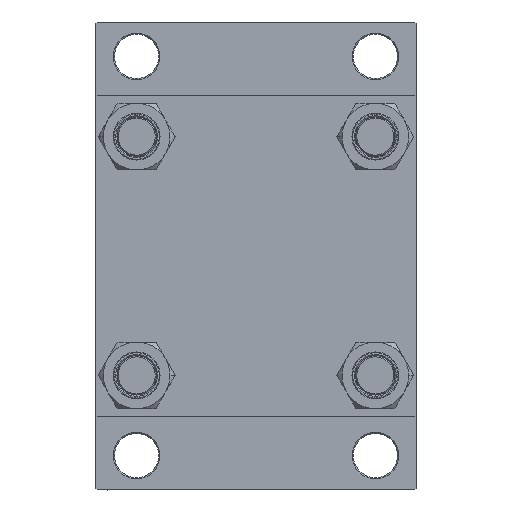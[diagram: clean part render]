
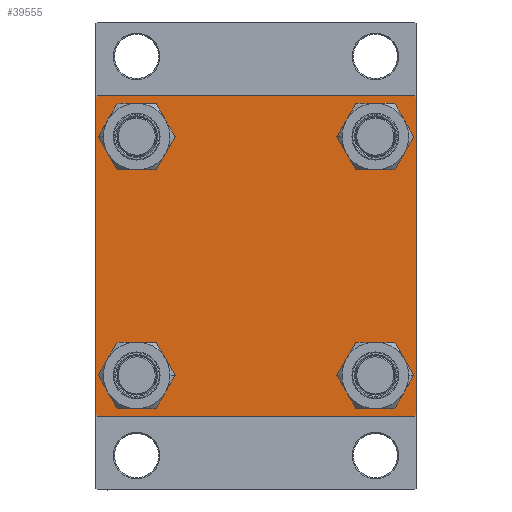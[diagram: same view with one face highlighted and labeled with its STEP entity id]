
A CAD part, left-side view. The second image highlights one B-rep face of the part: STEP entity #39555.
In plain terms, the highlighted planar face has unit normal (-1, 0, 0).
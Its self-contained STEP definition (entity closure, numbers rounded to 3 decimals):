
#81 = DIRECTION ( 'NONE',  ( 0., 0., -1. ) ) ;
#2321 = VERTEX_POINT ( 'NONE', #8135 ) ;
#2459 = EDGE_CURVE ( 'NONE', #24027, #16968, #32508, .T. ) ;
#2765 = CARTESIAN_POINT ( 'NONE',  ( 0., -48.45, 48.45 ) ) ;
#2823 = CARTESIAN_POINT ( 'NONE',  ( 0., -48.45, 39.95 ) ) ;
#2957 = ORIENTED_EDGE ( 'NONE', *, *, #9157, .T. ) ;
#3016 = ORIENTED_EDGE ( 'NONE', *, *, #44953, .T. ) ;
#3341 = CARTESIAN_POINT ( 'NONE',  ( 0., 48.45, 48.45 ) ) ;
#3518 = ORIENTED_EDGE ( 'NONE', *, *, #41592, .F. ) ;
#3901 = ORIENTED_EDGE ( 'NONE', *, *, #13839, .T. ) ;
#3990 = DIRECTION ( 'NONE',  ( 0., -0.707, 0.707 ) ) ;
#4844 = DIRECTION ( 'NONE',  ( 0., 0., 1. ) ) ;
#4962 = ORIENTED_EDGE ( 'NONE', *, *, #13892, .F. ) ;
#4999 = CARTESIAN_POINT ( 'NONE',  ( 0., 65., -64.5 ) ) ;
#5148 = CARTESIAN_POINT ( 'NONE',  ( 0., 48.45, 39.95 ) ) ;
#5615 = CARTESIAN_POINT ( 'NONE',  ( 0., -48.45, -56.95 ) ) ;
#6272 = DIRECTION ( 'NONE',  ( 0., 0., 1. ) ) ;
#6679 = DIRECTION ( 'NONE',  ( 0., 0., 1. ) ) ;
#7363 = LINE ( 'NONE', #33674, #30354 ) ;
#7644 = DIRECTION ( 'NONE',  ( 0., 0., 1. ) ) ;
#8135 = CARTESIAN_POINT ( 'NONE',  ( 0., 64.5, -65. ) ) ;
#8420 = CARTESIAN_POINT ( 'NONE',  ( 0., 48.45, 56.95 ) ) ;
#8609 = VERTEX_POINT ( 'NONE', #43399 ) ;
#9157 = EDGE_CURVE ( 'NONE', #38020, #15337, #21899, .T. ) ;
#9498 = CARTESIAN_POINT ( 'NONE',  ( 0., 64.75, 64.75 ) ) ;
#9736 = VERTEX_POINT ( 'NONE', #5615 ) ;
#9936 = CARTESIAN_POINT ( 'NONE',  ( 0., 48.45, -56.95 ) ) ;
#10472 = CARTESIAN_POINT ( 'NONE',  ( 0., -48.45, 56.95 ) ) ;
#10531 = DIRECTION ( 'NONE',  ( 1., 0., 0. ) ) ;
#10790 = DIRECTION ( 'NONE',  ( 1., 0., 0. ) ) ;
#11156 = LINE ( 'NONE', #47645, #23751 ) ;
#11168 = VECTOR ( 'NONE', #42978, 1000. ) ;
#11247 = EDGE_CURVE ( 'NONE', #9736, #32750, #25882, .T. ) ;
#11539 = DIRECTION ( 'NONE',  ( 0., 0., 1. ) ) ;
#11673 = AXIS2_PLACEMENT_3D ( 'NONE', #43861, #28634, #47713 ) ;
#12007 = CARTESIAN_POINT ( 'NONE',  ( 0., -48.45, -48.45 ) ) ;
#13099 = CIRCLE ( 'NONE', #43975, 8.5 ) ;
#13839 = EDGE_CURVE ( 'NONE', #38303, #19185, #43558, .T. ) ;
#13878 = ORIENTED_EDGE ( 'NONE', *, *, #19073, .T. ) ;
#13892 = EDGE_CURVE ( 'NONE', #8609, #15337, #11156, .T. ) ;
#14544 = DIRECTION ( 'NONE',  ( 0., -1., 0. ) ) ;
#14555 = AXIS2_PLACEMENT_3D ( 'NONE', #14617, #10531, #6679 ) ;
#14617 = CARTESIAN_POINT ( 'NONE',  ( 0., 48.45, -48.45 ) ) ;
#14854 = CARTESIAN_POINT ( 'NONE',  ( 0., -65., 64.5 ) ) ;
#14856 = ORIENTED_EDGE ( 'NONE', *, *, #15205, .T. ) ;
#15205 = EDGE_CURVE ( 'NONE', #26334, #27239, #33065, .T. ) ;
#15337 = VERTEX_POINT ( 'NONE', #15740 ) ;
#15392 = LINE ( 'NONE', #33048, #43384 ) ;
#15592 = EDGE_CURVE ( 'NONE', #16281, #27292, #32281, .T. ) ;
#15740 = CARTESIAN_POINT ( 'NONE',  ( 0., -64.5, 65. ) ) ;
#16111 = DIRECTION ( 'NONE',  ( 0., 0., -1. ) ) ;
#16281 = VERTEX_POINT ( 'NONE', #9936 ) ;
#16329 = DIRECTION ( 'NONE',  ( 1., 0., 0. ) ) ;
#16655 = FACE_OUTER_BOUND ( 'NONE', #41149, .T. ) ;
#16968 = VERTEX_POINT ( 'NONE', #5148 ) ;
#17211 = DIRECTION ( 'NONE',  ( 0., 0.707, -0.707 ) ) ;
#19073 = EDGE_CURVE ( 'NONE', #16968, #24027, #44809, .T. ) ;
#19078 = EDGE_LOOP ( 'NONE', ( #44674, #13878 ) ) ;
#19185 = VERTEX_POINT ( 'NONE', #4999 ) ;
#19289 = AXIS2_PLACEMENT_3D ( 'NONE', #3341, #10790, #7644 ) ;
#19710 = EDGE_CURVE ( 'NONE', #27292, #16281, #40941, .T. ) ;
#19948 = AXIS2_PLACEMENT_3D ( 'NONE', #2765, #39946, #24704 ) ;
#20019 = CARTESIAN_POINT ( 'NONE',  ( 0., -48.45, 48.45 ) ) ;
#21292 = EDGE_CURVE ( 'NONE', #27239, #26334, #13099, .T. ) ;
#21899 = LINE ( 'NONE', #29628, #29670 ) ;
#22447 = ORIENTED_EDGE ( 'NONE', *, *, #15592, .T. ) ;
#23445 = CARTESIAN_POINT ( 'NONE',  ( 0., -65., -64.5 ) ) ;
#23751 = VECTOR ( 'NONE', #14544, 1000. ) ;
#24027 = VERTEX_POINT ( 'NONE', #8420 ) ;
#24131 = FACE_BOUND ( 'NONE', #19078, .T. ) ;
#24380 = CARTESIAN_POINT ( 'NONE',  ( 0., 0., 0. ) ) ;
#24470 = EDGE_CURVE ( 'NONE', #32750, #9736, #26291, .T. ) ;
#24704 = DIRECTION ( 'NONE',  ( 0., 0., 1. ) ) ;
#25882 = CIRCLE ( 'NONE', #39772, 8.5 ) ;
#26121 = DIRECTION ( 'NONE',  ( 0., 0., 1. ) ) ;
#26291 = CIRCLE ( 'NONE', #39460, 8.5 ) ;
#26334 = VERTEX_POINT ( 'NONE', #2823 ) ;
#26624 = CARTESIAN_POINT ( 'NONE',  ( 0., 65., 64.5 ) ) ;
#26679 = AXIS2_PLACEMENT_3D ( 'NONE', #24380, #31627, #6272 ) ;
#26799 = DIRECTION ( 'NONE',  ( 1., 0., 0. ) ) ;
#27239 = VERTEX_POINT ( 'NONE', #10472 ) ;
#27292 = VERTEX_POINT ( 'NONE', #43331 ) ;
#27380 = CARTESIAN_POINT ( 'NONE',  ( 0., -48.45, -39.95 ) ) ;
#28008 = FACE_BOUND ( 'NONE', #46272, .T. ) ;
#28422 = ORIENTED_EDGE ( 'NONE', *, *, #24470, .T. ) ;
#28634 = DIRECTION ( 'NONE',  ( 1., 0., 0. ) ) ;
#29045 = DIRECTION ( 'NONE',  ( 1., 0., 0. ) ) ;
#29545 = ORIENTED_EDGE ( 'NONE', *, *, #33488, .T. ) ;
#29628 = CARTESIAN_POINT ( 'NONE',  ( 0., -64.75, 64.75 ) ) ;
#29670 = VECTOR ( 'NONE', #36653, 1000. ) ;
#29894 = CARTESIAN_POINT ( 'NONE',  ( 0., -64.5, -65. ) ) ;
#30354 = VECTOR ( 'NONE', #3990, 1000. ) ;
#30717 = VECTOR ( 'NONE', #81, 1000. ) ;
#30844 = CARTESIAN_POINT ( 'NONE',  ( 0., -65., 65. ) ) ;
#31627 = DIRECTION ( 'NONE',  ( -1., 0., 0. ) ) ;
#32197 = LINE ( 'NONE', #9498, #41276 ) ;
#32281 = CIRCLE ( 'NONE', #14555, 8.5 ) ;
#32508 = CIRCLE ( 'NONE', #11673, 8.5 ) ;
#32750 = VERTEX_POINT ( 'NONE', #27380 ) ;
#32828 = EDGE_CURVE ( 'NONE', #8609, #38303, #32197, .T. ) ;
#33048 = CARTESIAN_POINT ( 'NONE',  ( 0., 64.75, -64.75 ) ) ;
#33065 = CIRCLE ( 'NONE', #19948, 8.5 ) ;
#33477 = ORIENTED_EDGE ( 'NONE', *, *, #21292, .T. ) ;
#33488 = EDGE_CURVE ( 'NONE', #2321, #40732, #39111, .T. ) ;
#33618 = CARTESIAN_POINT ( 'NONE',  ( 0., 48.45, -48.45 ) ) ;
#33674 = CARTESIAN_POINT ( 'NONE',  ( 0., -64.75, -64.75 ) ) ;
#33763 = CARTESIAN_POINT ( 'NONE',  ( 0., -48.45, -48.45 ) ) ;
#35257 = FACE_BOUND ( 'NONE', #42230, .T. ) ;
#36095 = VERTEX_POINT ( 'NONE', #23445 ) ;
#36280 = AXIS2_PLACEMENT_3D ( 'NONE', #33618, #29045, #26121 ) ;
#36653 = DIRECTION ( 'NONE',  ( 0., 0.707, 0.707 ) ) ;
#36772 = CARTESIAN_POINT ( 'NONE',  ( 0., 65., 65. ) ) ;
#36912 = DIRECTION ( 'NONE',  ( 0., -0.707, -0.707 ) ) ;
#38020 = VERTEX_POINT ( 'NONE', #14854 ) ;
#38057 = ORIENTED_EDGE ( 'NONE', *, *, #42601, .T. ) ;
#38303 = VERTEX_POINT ( 'NONE', #26624 ) ;
#38840 = LINE ( 'NONE', #30844, #46449 ) ;
#39017 = ORIENTED_EDGE ( 'NONE', *, *, #32828, .T. ) ;
#39111 = LINE ( 'NONE', #42009, #11168 ) ;
#39367 = FACE_BOUND ( 'NONE', #40323, .T. ) ;
#39460 = AXIS2_PLACEMENT_3D ( 'NONE', #12007, #16329, #41245 ) ;
#39541 = ORIENTED_EDGE ( 'NONE', *, *, #11247, .T. ) ;
#39555 = ADVANCED_FACE ( 'NONE', ( #28008, #39367, #35257, #24131, #16655 ), #42514, .T. ) ;
#39772 = AXIS2_PLACEMENT_3D ( 'NONE', #33763, #41260, #11539 ) ;
#39946 = DIRECTION ( 'NONE',  ( 1., 0., 0. ) ) ;
#40323 = EDGE_LOOP ( 'NONE', ( #28422, #39541 ) ) ;
#40732 = VERTEX_POINT ( 'NONE', #29894 ) ;
#40941 = CIRCLE ( 'NONE', #36280, 8.5 ) ;
#41149 = EDGE_LOOP ( 'NONE', ( #3901, #38057, #29545, #3016, #3518, #2957, #4962, #39017 ) ) ;
#41245 = DIRECTION ( 'NONE',  ( 0., 0., 1. ) ) ;
#41260 = DIRECTION ( 'NONE',  ( 1., 0., 0. ) ) ;
#41276 = VECTOR ( 'NONE', #17211, 1000. ) ;
#41592 = EDGE_CURVE ( 'NONE', #38020, #36095, #38840, .T. ) ;
#42009 = CARTESIAN_POINT ( 'NONE',  ( 0., 65., -65. ) ) ;
#42230 = EDGE_LOOP ( 'NONE', ( #47451, #22447 ) ) ;
#42514 = PLANE ( 'NONE',  #26679 ) ;
#42601 = EDGE_CURVE ( 'NONE', #19185, #2321, #15392, .T. ) ;
#42978 = DIRECTION ( 'NONE',  ( 0., -1., 0. ) ) ;
#43331 = CARTESIAN_POINT ( 'NONE',  ( 0., 48.45, -39.95 ) ) ;
#43384 = VECTOR ( 'NONE', #36912, 1000. ) ;
#43399 = CARTESIAN_POINT ( 'NONE',  ( 0., 64.5, 65. ) ) ;
#43558 = LINE ( 'NONE', #36772, #30717 ) ;
#43861 = CARTESIAN_POINT ( 'NONE',  ( 0., 48.45, 48.45 ) ) ;
#43975 = AXIS2_PLACEMENT_3D ( 'NONE', #20019, #26799, #4844 ) ;
#44674 = ORIENTED_EDGE ( 'NONE', *, *, #2459, .T. ) ;
#44809 = CIRCLE ( 'NONE', #19289, 8.5 ) ;
#44953 = EDGE_CURVE ( 'NONE', #40732, #36095, #7363, .T. ) ;
#46272 = EDGE_LOOP ( 'NONE', ( #33477, #14856 ) ) ;
#46449 = VECTOR ( 'NONE', #16111, 1000. ) ;
#47451 = ORIENTED_EDGE ( 'NONE', *, *, #19710, .T. ) ;
#47645 = CARTESIAN_POINT ( 'NONE',  ( 0., 65., 65. ) ) ;
#47713 = DIRECTION ( 'NONE',  ( 0., 0., 1. ) ) ;
